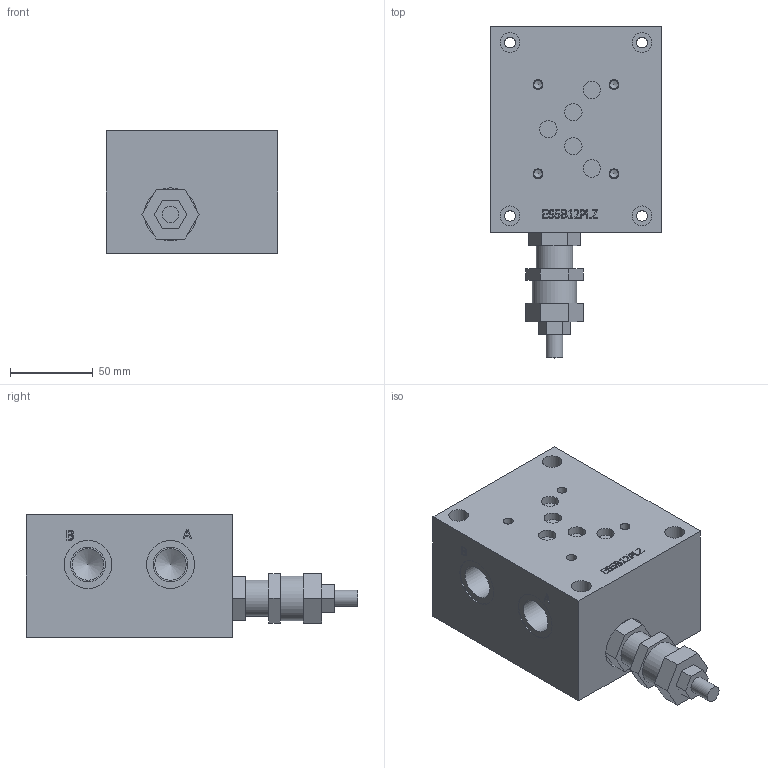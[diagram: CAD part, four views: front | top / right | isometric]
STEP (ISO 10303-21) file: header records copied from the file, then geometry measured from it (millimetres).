
FILE_DESCRIPTION(/* description */ (''),/* implementation_level */ '2;1');
FILE_NAME(/* name */ 'es5b12plz.stp',/* time_stamp */ '2016-05-10T16:30:31+02:00',/* author */ ('Lemoine2'),/* organization */ (''),/* preprocessor_version */ 'ST-DEVELOPER v16.1',/* originating_system */ 'Autodesk Inventor 2016',/* authorisation */ '');
FILE_SCHEMA (('AUTOMOTIVE_DESIGN { 1 0 10303 214 3 1 1 }'));
Length unit declared in the file: millimetre
Products named in the file (1): es5b12plz
Bounding box: 104 x 201 x 74 mm (x, y, z)
Volume: 929861.1 mm3; surface area: 86799.9 mm2
Topology: 2 solids, 2 shells, 369 faces, 920 edges, 614 vertices
Faces by surface type: plane 217, bspline 93, cylinder 48, cone 11
Full cylindrical faces by diameter (mm): 5 x4, 6 x4, 6.5 x4, 10 x1, 10.5 x5, 11.5 x1, 12 x4, 13.2 x1, 19 x6, 20.955 x6, 22 x2, 26 x2, 27 x1, 29 x6, 32 x1
Entity records: 11035 total; most frequent: CARTESIAN_POINT 3006, ORIENTED_EDGE 1674, DIRECTION 1301, EDGE_CURVE 837, VERTEX_POINT 590, LINE 555, VECTOR 555, EDGE_LOOP 495
